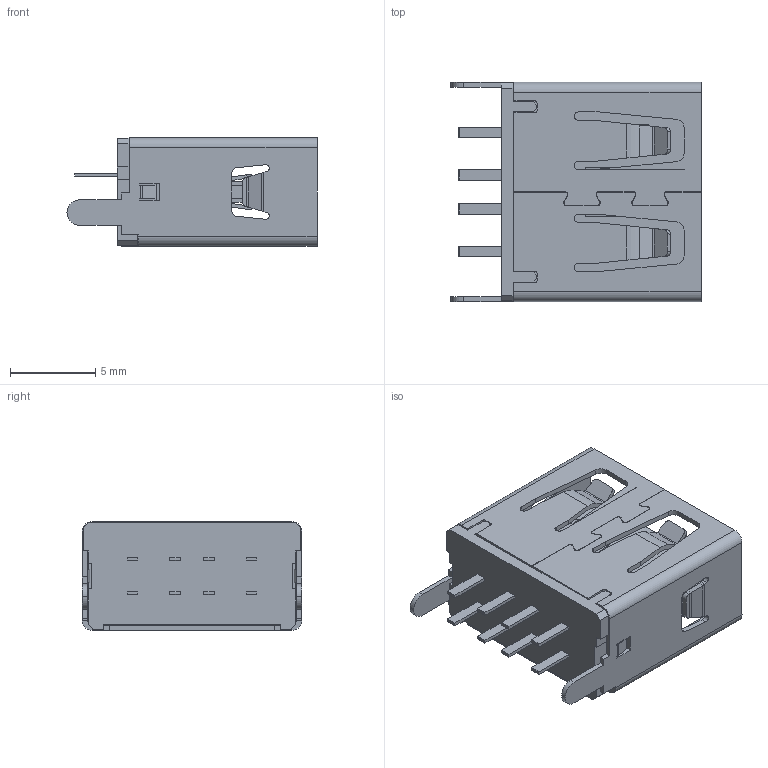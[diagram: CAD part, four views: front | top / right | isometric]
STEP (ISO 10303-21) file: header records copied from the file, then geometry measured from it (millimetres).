
FILE_DESCRIPTION((''),'2;1');
FILE_NAME('00','2025-12-21T17:09:26',('Administrator'),(''),'CREO PARAMETRIC BY PTC INC, 2022073','CREO PARAMETRIC BY PTC INC, 2022073','');
FILE_SCHEMA(('AUTOMOTIVE_DESIGN { 1 0 10303 214 1 1 1 1 }'));
Length unit declared in the file: millimetre
Products named in the file (1): 00
Bounding box: 14.7 x 12.9 x 6.4 mm (x, y, z)
Volume: 422.1 mm3; surface area: 1357 mm2
Topology: 2 solids, 2 shells, 509 faces, 1408 edges, 912 vertices
Faces by surface type: plane 369, cylinder 132, bspline 8
Entity records: 18572 total; most frequent: CARTESIAN_POINT 3403, ORIENTED_EDGE 2816, DIRECTION 2466, EDGE_CURVE 1408, VECTOR 1112, LINE 1112, VERTEX_POINT 912, AXIS2_PLACEMENT_3D 677
